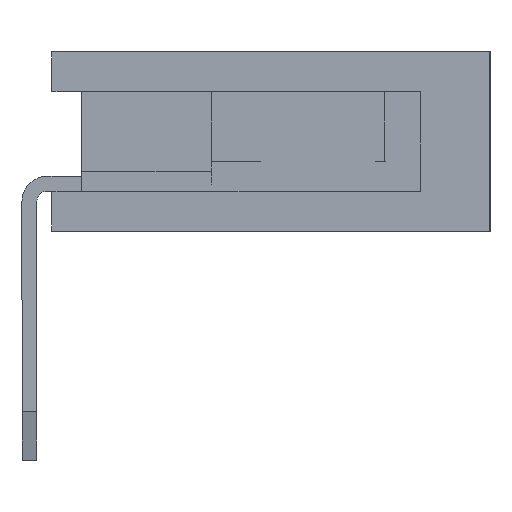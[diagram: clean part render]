
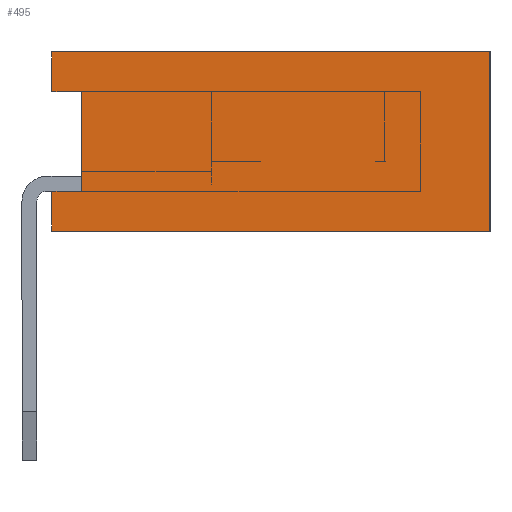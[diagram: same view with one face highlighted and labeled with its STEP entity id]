
A CAD part, left-side view. The second image highlights one B-rep face of the part: STEP entity #495.
In plain terms, the highlighted planar face has unit normal (-1, 0, 0).
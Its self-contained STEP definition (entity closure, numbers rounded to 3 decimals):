
#495=ADVANCED_FACE('',(#20216),#20218,.T.);
#20216=FACE_BOUND('',#20217,.T.);
#20217=EDGE_LOOP('',(#35987,#35988,#35989,#35990,#35991,#35992,#35993,#35994));
#20218=PLANE('',#20219);
#20219=AXIS2_PLACEMENT_3D('',#20220,#20221,#20222);
#20220=CARTESIAN_POINT('',(-0.635,-4.625,0.));
#20221=DIRECTION('',(-1.,0.,0.));
#20222=DIRECTION('',(0.,0.,1.));
#35987=ORIENTED_EDGE('',*,*,#47629,.T.);
#35988=ORIENTED_EDGE('',*,*,#47789,.T.);
#35989=ORIENTED_EDGE('',*,*,#47474,.T.);
#35990=ORIENTED_EDGE('',*,*,#47788,.F.);
#35991=ORIENTED_EDGE('',*,*,#47790,.F.);
#35992=ORIENTED_EDGE('',*,*,#47791,.T.);
#35993=ORIENTED_EDGE('',*,*,#47792,.T.);
#35994=ORIENTED_EDGE('',*,*,#47783,.F.);
#47474=EDGE_CURVE('',#53383,#53380,#53384,.F.);
#47629=EDGE_CURVE('',#53693,#53691,#53694,.F.);
#47783=EDGE_CURVE('',#53693,#53994,#53995,.T.);
#47788=EDGE_CURVE('',#54001,#53380,#54003,.T.);
#47789=EDGE_CURVE('',#53691,#53383,#54004,.T.);
#47790=EDGE_CURVE('',#54005,#54001,#54006,.T.);
#47791=EDGE_CURVE('',#54005,#54007,#54008,.T.);
#47792=EDGE_CURVE('',#54007,#53994,#54009,.T.);
#53380=VERTEX_POINT('',#63077);
#53383=VERTEX_POINT('',#63082);
#53384=LINE('',#63083,#63084);
#53691=VERTEX_POINT('',#63698);
#53693=VERTEX_POINT('',#63702);
#53694=LINE('',#63703,#63704);
#53994=VERTEX_POINT('',#64311);
#53995=LINE('',#64312,#64313);
#54001=VERTEX_POINT('',#64326);
#54003=LINE('',#64330,#64331);
#54004=LINE('',#64333,#64334);
#54005=VERTEX_POINT('',#64336);
#54006=LINE('',#64337,#64338);
#54007=VERTEX_POINT('',#64340);
#54008=LINE('',#64341,#64342);
#54009=LINE('',#64344,#64345);
#63077=CARTESIAN_POINT('',(-0.635,-0.225,0.4));
#63082=CARTESIAN_POINT('',(-0.635,-0.525,0.4));
#63083=CARTESIAN_POINT('',(-0.635,-0.225,0.4));
#63084=VECTOR('',#63085,1.);
#63085=DIRECTION('',(0.,-1.,0.));
#63698=CARTESIAN_POINT('',(-0.635,-0.525,1.4));
#63702=CARTESIAN_POINT('',(-0.635,-0.225,1.4));
#63703=CARTESIAN_POINT('',(-0.635,-0.525,1.4));
#63704=VECTOR('',#63705,1.);
#63705=DIRECTION('',(0.,1.,0.));
#64311=CARTESIAN_POINT('',(-0.635,-0.225,1.8));
#64312=CARTESIAN_POINT('',(-0.635,-0.225,1.4));
#64313=VECTOR('',#64314,1.);
#64314=DIRECTION('',(0.,0.,1.));
#64326=CARTESIAN_POINT('',(-0.635,-0.225,0.));
#64330=CARTESIAN_POINT('',(-0.635,-0.225,0.));
#64331=VECTOR('',#64332,1.);
#64332=DIRECTION('',(0.,0.,1.));
#64333=CARTESIAN_POINT('',(-0.635,-0.525,1.4));
#64334=VECTOR('',#64335,1.);
#64335=DIRECTION('',(0.,0.,-1.));
#64336=CARTESIAN_POINT('',(-0.635,-4.625,0.));
#64337=CARTESIAN_POINT('',(-0.635,-4.625,0.));
#64338=VECTOR('',#64339,1.);
#64339=DIRECTION('',(0.,1.,0.));
#64340=CARTESIAN_POINT('',(-0.635,-4.625,1.8));
#64341=CARTESIAN_POINT('',(-0.635,-4.625,0.));
#64342=VECTOR('',#64343,1.);
#64343=DIRECTION('',(0.,0.,1.));
#64344=CARTESIAN_POINT('',(-0.635,-4.625,1.8));
#64345=VECTOR('',#64346,1.);
#64346=DIRECTION('',(0.,1.,0.));
